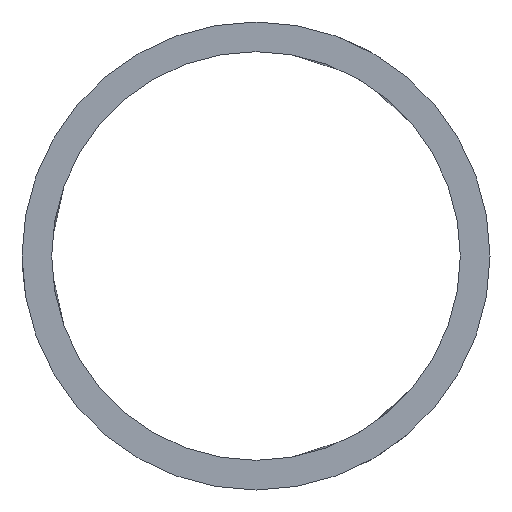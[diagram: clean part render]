
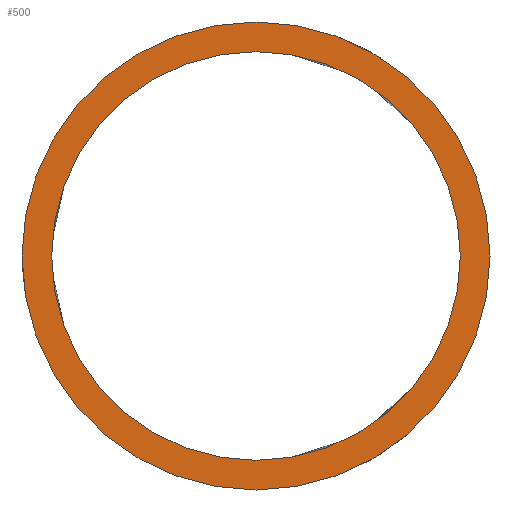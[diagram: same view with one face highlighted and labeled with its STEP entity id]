
A CAD part, front view. The second image highlights one B-rep face of the part: STEP entity #500.
In plain terms, the highlighted planar face has unit normal (0, -1, 0).
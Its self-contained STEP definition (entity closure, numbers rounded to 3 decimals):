
#116=FACE_BOUND('',#155,.T.);
#129=FACE_OUTER_BOUND('',#154,.T.);
#154=EDGE_LOOP('',(#336));
#155=EDGE_LOOP('',(#337));
#192=CIRCLE('',#549,54.45);
#193=CIRCLE('',#550,47.55);
#216=VERTEX_POINT('',#747);
#217=VERTEX_POINT('',#749);
#264=EDGE_CURVE('',#216,#216,#192,.T.);
#265=EDGE_CURVE('',#217,#217,#193,.T.);
#336=ORIENTED_EDGE('',*,*,#264,.F.);
#337=ORIENTED_EDGE('',*,*,#265,.F.);
#480=PLANE('',#548);
#500=ADVANCED_FACE('',(#129,#116),#480,.T.);
#548=AXIS2_PLACEMENT_3D('',#746,#599,#600);
#549=AXIS2_PLACEMENT_3D('',#748,#601,#602);
#550=AXIS2_PLACEMENT_3D('',#750,#603,#604);
#599=DIRECTION('center_axis',(0.,-1.,0.));
#600=DIRECTION('ref_axis',(0.,0.,-1.));
#601=DIRECTION('center_axis',(0.,1.,0.));
#602=DIRECTION('ref_axis',(-1.,0.,0.));
#603=DIRECTION('center_axis',(0.,-1.,0.));
#604=DIRECTION('ref_axis',(1.,0.,0.));
#746=CARTESIAN_POINT('Origin',(0.,24.,0.));
#747=CARTESIAN_POINT('',(54.45,24.,0.));
#748=CARTESIAN_POINT('Origin',(0.,24.,0.));
#749=CARTESIAN_POINT('',(-47.55,24.,0.));
#750=CARTESIAN_POINT('Origin',(0.,24.,0.));
